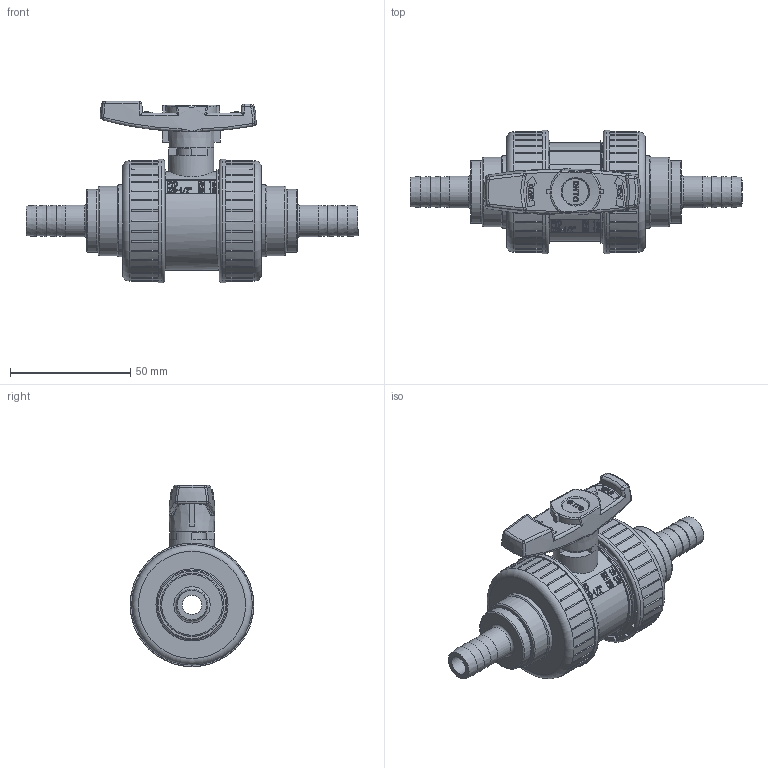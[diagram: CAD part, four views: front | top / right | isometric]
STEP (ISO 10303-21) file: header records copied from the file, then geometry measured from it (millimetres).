
FILE_DESCRIPTION(/* description */ (''),/* implementation_level */ '2;1');
FILE_NAME(/* name */ 'AK0910.020.012.step',/* time_stamp */ '2026-03-25T14:32:31+01:00',/* author */ (''),/* organization */ (''),/* preprocessor_version */ 'ST-DEVELOPER v20.1',/* originating_system */ 'Autodesk Translation Framework v14.24.0.0',/* authorisation */ '');
FILE_SCHEMA (('AUTOMOTIVE_DESIGN { 1 0 10303 214 3 1 1 }'));
Products named in the file (1): 2025-12-30-08-12-18-389
Bounding box: 138.11 x 51.39 x 75.44 mm (x, y, z)
Volume: 99566.2 mm3; surface area: 69363.5 mm2
Topology: 20 solids, 20 shells, 1528 faces, 4190 edges, 2747 vertices
Faces by surface type: plane 661, bspline 442, cylinder 258, sphere 85, torus 71, cone 11
Full cylindrical faces by diameter (mm): 1.147 x1, 1.53 x1, 8 x2, 9.293 x4, 11.48 x3, 12.027 x1, 12.573 x2, 13.1 x2, 13.667 x1, 15.3 x2, 16 x2, 18.661 x1, 20 x2, 20.2 x2, 20.773 x1, 21.32 x2, 21.867 x2, 24.709 x3, 25.147 x1, 25.693 x3, 26.2 x2, 27.661 x3, 27.88 x1, 29 x2, 30 x4, 30.34 x1, 30.69 x3, 32.472 x3, 33.62 x1, 35.533 x1
Entity records: 69651 total; most frequent: CARTESIAN_POINT 33362, ORIENTED_EDGE 8280, DIRECTION 6383, EDGE_CURVE 4140, VERTEX_POINT 2747, AXIS2_PLACEMENT_3D 2216, LINE 1951, VECTOR 1951
